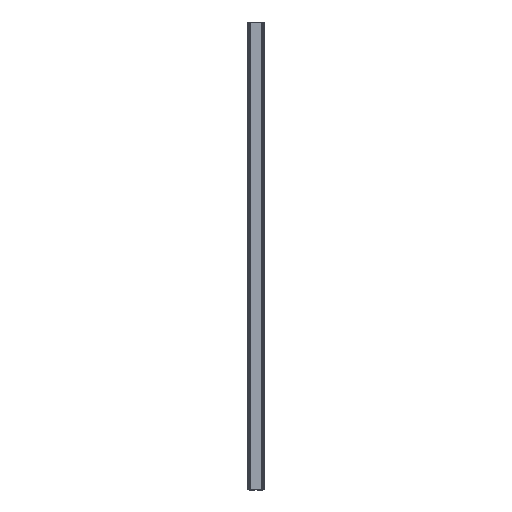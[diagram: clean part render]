
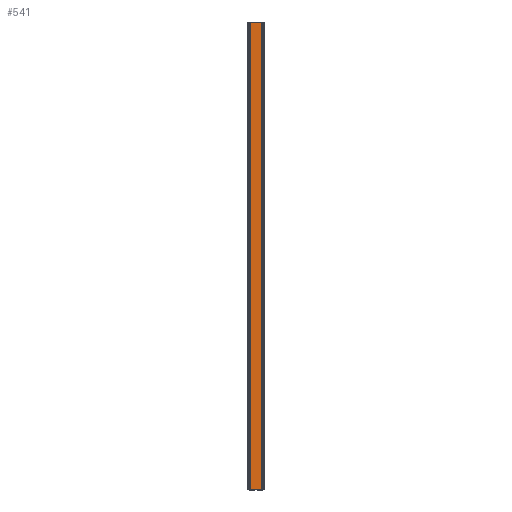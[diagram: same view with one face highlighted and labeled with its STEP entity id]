
A CAD part, top view. The second image highlights one B-rep face of the part: STEP entity #541.
In plain terms, the highlighted planar face has unit normal (0, 0, 1).
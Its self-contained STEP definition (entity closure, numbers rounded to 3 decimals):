
#541=ADVANCED_FACE('',(#1103),#1104,.T.);
#1103=FACE_OUTER_BOUND('',#1679,.T.);
#1104=PLANE('',#1680);
#1679=EDGE_LOOP('',(#3383,#3384,#3385,#3386));
#1680=AXIS2_PLACEMENT_3D('',#3387,#3388,#3389);
#3383=ORIENTED_EDGE('',*,*,#4020,.T.);
#3384=ORIENTED_EDGE('',*,*,#4253,.F.);
#3385=ORIENTED_EDGE('',*,*,#3884,.F.);
#3386=ORIENTED_EDGE('',*,*,#4251,.T.);
#3387=CARTESIAN_POINT('',(0.0,670.0,22.));
#3388=DIRECTION('',(0.0,0.0,1.0));
#3389=DIRECTION('',(-1.0,0.0,-0.0));
#3884=EDGE_CURVE('',#4804,#4806,#4807,.T.);
#4020=EDGE_CURVE('',#5033,#5031,#5034,.T.);
#4251=EDGE_CURVE('',#4804,#5033,#5328,.T.);
#4253=EDGE_CURVE('',#4806,#5031,#5330,.T.);
#4804=VERTEX_POINT('',#6049);
#4806=VERTEX_POINT('',#6052);
#4807=LINE('',#6053,#6054);
#5031=VERTEX_POINT('',#6366);
#5033=VERTEX_POINT('',#6369);
#5034=LINE('',#6370,#6371);
#5328=LINE('',#6741,#6742);
#5330=LINE('',#6744,#6745);
#6049=CARTESIAN_POINT('',(-8.3,670.0,22.));
#6052=CARTESIAN_POINT('',(8.3,670.0,22.));
#6053=CARTESIAN_POINT('',(-8.3,670.0,22.));
#6054=VECTOR('',#7212,1.0);
#6366=CARTESIAN_POINT('',(8.3,0.0,22.));
#6369=CARTESIAN_POINT('',(-8.3,0.0,22.));
#6370=CARTESIAN_POINT('',(-8.3,0.0,22.));
#6371=VECTOR('',#7368,1.0);
#6741=CARTESIAN_POINT('',(-8.3,670.0,22.));
#6742=VECTOR('',#7676,1.0);
#6744=CARTESIAN_POINT('',(8.3,670.0,22.));
#6745=VECTOR('',#7677,1.0);
#7212=DIRECTION('',(1.0,0.0,0.0));
#7368=DIRECTION('',(1.0,0.0,0.0));
#7676=DIRECTION('',(0.0,-1.0,0.0));
#7677=DIRECTION('',(0.0,-1.0,0.0));
